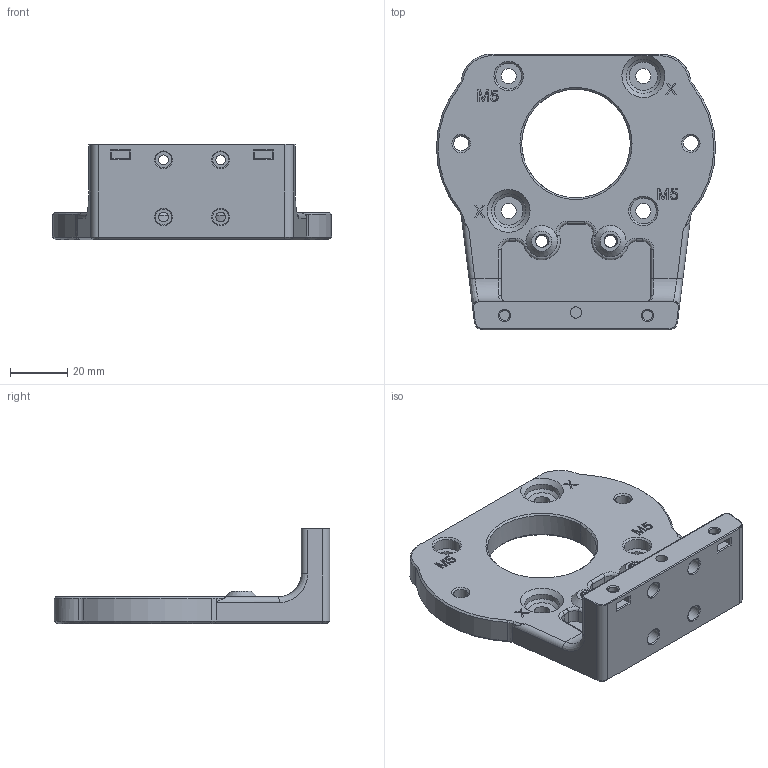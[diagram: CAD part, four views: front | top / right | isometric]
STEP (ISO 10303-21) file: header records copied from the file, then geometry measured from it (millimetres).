
FILE_DESCRIPTION(/* description */ (''),/* implementation_level */ '2;1');
FILE_NAME(/* name */ 'OSSM Base.step',/* time_stamp */ '2021-06-29T23:32:53-04:00',/* author */ (''),/* organization */ (''),/* preprocessor_version */ 'ST-DEVELOPER v18.1',/* originating_system */ 'Autodesk Translation Framework v10.9.0.1377',/* authorisation */ '');
FILE_SCHEMA (('AUTOMOTIVE_DESIGN { 1 0 10303 214 3 1 1 }'));
Length unit declared in the file: millimetre
Products named in the file (1): OSSM Base
Bounding box: 97.67 x 96.5 x 33.5 mm (x, y, z)
Volume: 73228.1 mm3; surface area: 24745.2 mm2
Topology: 1 solids, 1 shells, 350 faces, 912 edges, 578 vertices
Faces by surface type: plane 118, cylinder 112, bspline 78, cone 24, torus 18
Full cylindrical faces by diameter (mm): 3.4 x4, 3.5 x2, 4 x1, 4.234 x16, 5.12 x8, 5.2 x2, 5.3 x4, 5.6 x4, 9.1 x2, 12 x2
Entity records: 15723 total; most frequent: CARTESIAN_POINT 7729, ORIENTED_EDGE 1820, DIRECTION 1344, EDGE_CURVE 910, VERTEX_POINT 578, LINE 464, VECTOR 464, AXIS2_PLACEMENT_3D 440
